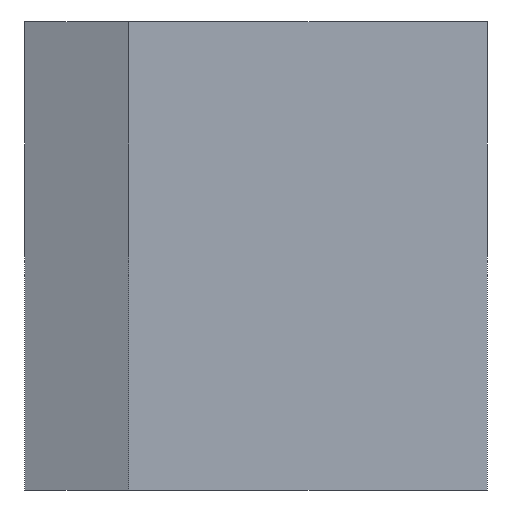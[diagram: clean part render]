
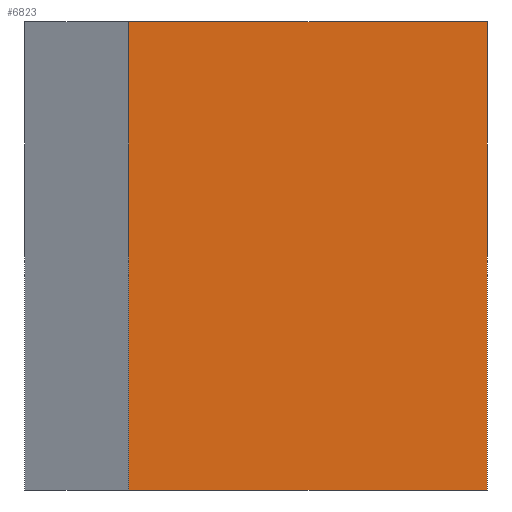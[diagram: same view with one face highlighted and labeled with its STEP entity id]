
A CAD part, left-side view. The second image highlights one B-rep face of the part: STEP entity #6823.
In plain terms, the highlighted planar face has unit normal (-1, 0, 0).
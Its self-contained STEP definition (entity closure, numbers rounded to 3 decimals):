
#337=FACE_OUTER_BOUND('',#663,.T.);
#663=EDGE_LOOP('',(#5839,#5840,#5841,#5842));
#1621=LINE('',#10699,#2593);
#1630=LINE('',#10716,#2602);
#1634=LINE('',#10725,#2606);
#1635=LINE('',#10726,#2607);
#2593=VECTOR('',#8751,10.);
#2602=VECTOR('',#8766,10.);
#2606=VECTOR('',#8776,10.);
#2607=VECTOR('',#8777,10.);
#3249=VERTEX_POINT('',#10696);
#3250=VERTEX_POINT('',#10698);
#3255=VERTEX_POINT('',#10714);
#3257=VERTEX_POINT('',#10724);
#4213=EDGE_CURVE('',#3249,#3250,#1621,.T.);
#4222=EDGE_CURVE('',#3249,#3255,#1630,.T.);
#4226=EDGE_CURVE('',#3257,#3255,#1634,.T.);
#4227=EDGE_CURVE('',#3250,#3257,#1635,.T.);
#5839=ORIENTED_EDGE('',*,*,#4222,.T.);
#5840=ORIENTED_EDGE('',*,*,#4226,.F.);
#5841=ORIENTED_EDGE('',*,*,#4227,.F.);
#5842=ORIENTED_EDGE('',*,*,#4213,.F.);
#6497=PLANE('',#7157);
#6823=ADVANCED_FACE('',(#337),#6497,.T.);
#7157=AXIS2_PLACEMENT_3D('',#10723,#8774,#8775);
#8751=DIRECTION('',(0.,-1.,0.));
#8766=DIRECTION('',(0.,0.,-1.));
#8774=DIRECTION('center_axis',(-1.,0.,0.));
#8775=DIRECTION('ref_axis',(0.,-1.,0.));
#8776=DIRECTION('',(0.,1.,0.));
#8777=DIRECTION('',(0.,0.,-1.));
#10696=CARTESIAN_POINT('',(-125.,2.45,4.5));
#10698=CARTESIAN_POINT('',(-125.,-4.45,4.5));
#10699=CARTESIAN_POINT('',(-125.,-4.45,4.5));
#10714=CARTESIAN_POINT('',(-125.,2.45,-4.5));
#10716=CARTESIAN_POINT('',(-125.,2.45,2.25));
#10723=CARTESIAN_POINT('Origin',(-125.,4.45,0.));
#10724=CARTESIAN_POINT('',(-125.,-4.45,-4.5));
#10725=CARTESIAN_POINT('',(-125.,-4.45,-4.5));
#10726=CARTESIAN_POINT('',(-125.,-4.45,0.));
